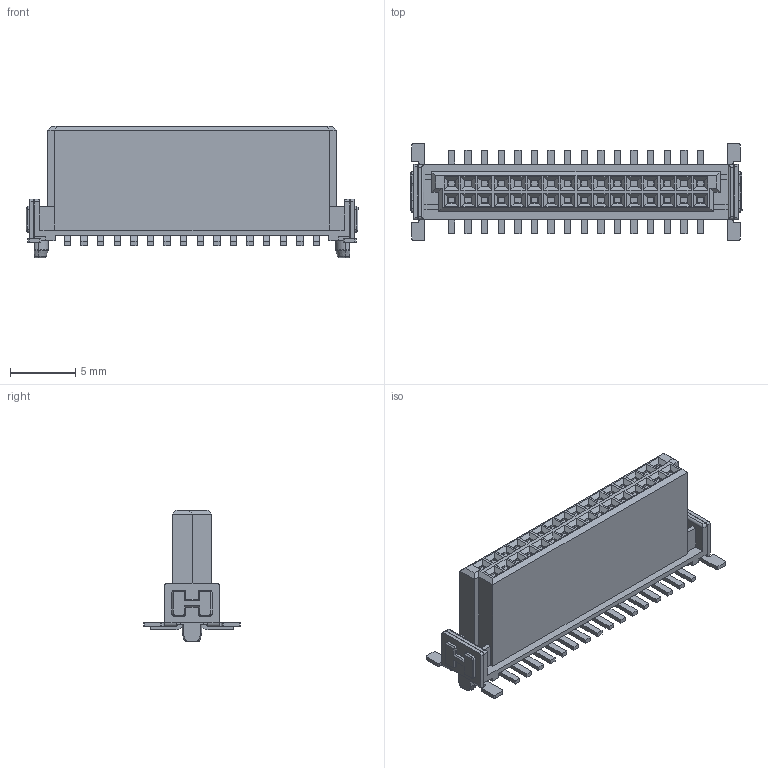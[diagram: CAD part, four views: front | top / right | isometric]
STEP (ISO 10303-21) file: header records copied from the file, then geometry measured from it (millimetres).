
FILE_DESCRIPTION(('CATIA V5 STEP Exchange','CAx-IF Rec.Pracs.--- Model Styling and Organization---1.4--- 2014-01-23'),'2;1');
FILE_NAME ('D1463919_0_2747380000_2747380000.stp','2020-10-05T10:11:09+00:00',('none'),('Weidmueller'),'CATIA Version 5-6 Release 2016 SP3 HF44','CATIA V5 STEP AP214','none');
FILE_SCHEMA(('AUTOMOTIVE_DESIGN { 1 0 10303 214 1 1 1 1 }'));
Products named in the file (1): 2747380000
Bounding box: 25.4 x 7.4 x 10.08 mm (x, y, z)
Volume: 601.8 mm3; surface area: 929.5 mm2
Topology: 1 solids, 1 shells, 1112 faces, 2896 edges, 1888 vertices
Faces by surface type: plane 686, cylinder 232, bspline 108, torus 64, cone 22
Entity records: 43856 total; most frequent: CARTESIAN_POINT 17736, ORIENTED_EDGE 5792, DIRECTION 4230, EDGE_CURVE 2896, VECTOR 2050, LINE 2050, VERTEX_POINT 1888, AXIS2_PLACEMENT_3D 1338
